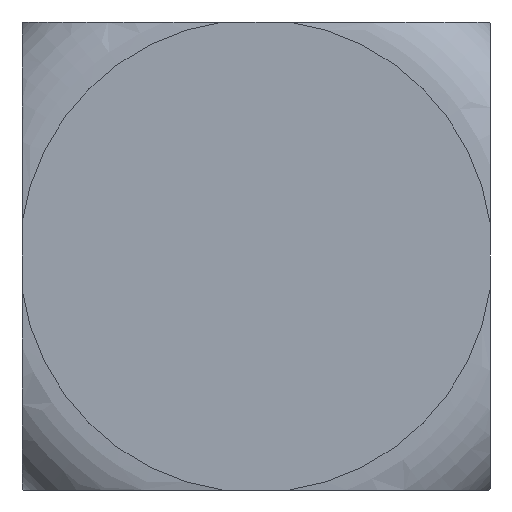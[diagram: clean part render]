
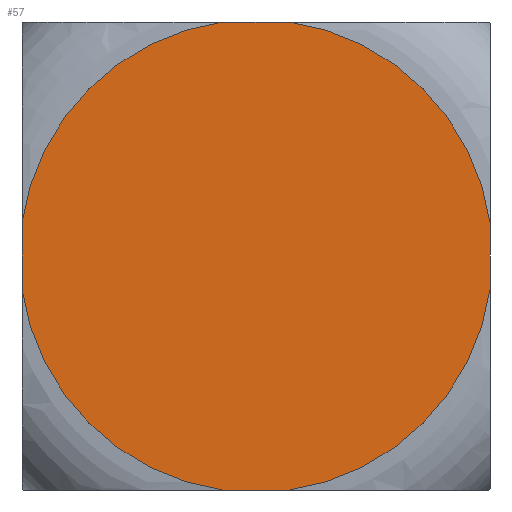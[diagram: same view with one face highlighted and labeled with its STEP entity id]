
A CAD part, left-side view. The second image highlights one B-rep face of the part: STEP entity #57.
In plain terms, the highlighted planar face has unit normal (-1, 0, 0).
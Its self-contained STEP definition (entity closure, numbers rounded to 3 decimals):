
#57 = ADVANCED_FACE( '', ( #125 ), #126, .F. );
#125 = FACE_OUTER_BOUND( '', #206, .T. );
#126 = PLANE( '', #207 );
#206 = EDGE_LOOP( '', ( #313, #314, #315, #316, #317, #318, #319, #320 ) );
#207 = AXIS2_PLACEMENT_3D( '', #321, #322, #323 );
#313 = ORIENTED_EDGE( '', *, *, #466, .F. );
#314 = ORIENTED_EDGE( '', *, *, #491, .F. );
#315 = ORIENTED_EDGE( '', *, *, #492, .F. );
#316 = ORIENTED_EDGE( '', *, *, #486, .F. );
#317 = ORIENTED_EDGE( '', *, *, #493, .F. );
#318 = ORIENTED_EDGE( '', *, *, #494, .F. );
#319 = ORIENTED_EDGE( '', *, *, #473, .F. );
#320 = ORIENTED_EDGE( '', *, *, #495, .F. );
#321 = CARTESIAN_POINT( '', ( 0., 0., 0. ) );
#322 = DIRECTION( '', ( 1., 0., 0. ) );
#323 = DIRECTION( '', ( 0., 0., -1. ) );
#466 = EDGE_CURVE( '', #545, #534, #547, .T. );
#473 = EDGE_CURVE( '', #558, #549, #560, .T. );
#486 = EDGE_CURVE( '', #581, #577, #583, .T. );
#491 = EDGE_CURVE( '', #590, #545, #591, .T. );
#492 = EDGE_CURVE( '', #577, #590, #592, .T. );
#493 = EDGE_CURVE( '', #593, #581, #594, .T. );
#494 = EDGE_CURVE( '', #549, #593, #595, .T. );
#495 = EDGE_CURVE( '', #534, #558, #596, .T. );
#534 = VERTEX_POINT( '', #643 );
#545 = VERTEX_POINT( '', #681 );
#547 = LINE( '', #704, #705 );
#549 = VERTEX_POINT( '', #707 );
#558 = VERTEX_POINT( '', #742 );
#560 = LINE( '', #765, #766 );
#577 = VERTEX_POINT( '', #786 );
#581 = VERTEX_POINT( '', #811 );
#583 = CIRCLE( '', #836, 12.625 );
#590 = VERTEX_POINT( '', #844 );
#591 = CIRCLE( '', #845, 12.625 );
#592 = LINE( '', #846, #847 );
#593 = VERTEX_POINT( '', #848 );
#594 = LINE( '', #849, #850 );
#595 = CIRCLE( '', #851, 12.625 );
#596 = CIRCLE( '', #852, 12.625 );
#643 = CARTESIAN_POINT( '', ( 0., 12.5, 1.772 ) );
#681 = CARTESIAN_POINT( '', ( 0., 12.5, -1.772 ) );
#704 = CARTESIAN_POINT( '', ( 0., 12.5, -12.5 ) );
#705 = VECTOR( '', #951, 1000. );
#707 = CARTESIAN_POINT( '', ( 0., -1.772, 12.5 ) );
#742 = CARTESIAN_POINT( '', ( 0., 1.772, 12.5 ) );
#765 = CARTESIAN_POINT( '', ( 0., 12.5, 12.5 ) );
#766 = VECTOR( '', #955, 1000. );
#786 = CARTESIAN_POINT( '', ( 0., -1.772, -12.5 ) );
#811 = CARTESIAN_POINT( '', ( 0., -12.5, -1.772 ) );
#836 = AXIS2_PLACEMENT_3D( '', #974, #975, #976 );
#844 = CARTESIAN_POINT( '', ( 0., 1.772, -12.5 ) );
#845 = AXIS2_PLACEMENT_3D( '', #981, #982, #983 );
#846 = CARTESIAN_POINT( '', ( 0., -12.5, -12.5 ) );
#847 = VECTOR( '', #984, 1000. );
#848 = CARTESIAN_POINT( '', ( 0., -12.5, 1.772 ) );
#849 = CARTESIAN_POINT( '', ( 0., -12.5, 12.5 ) );
#850 = VECTOR( '', #985, 1000. );
#851 = AXIS2_PLACEMENT_3D( '', #986, #987, #988 );
#852 = AXIS2_PLACEMENT_3D( '', #989, #990, #991 );
#951 = DIRECTION( '', ( 0., 0., 1. ) );
#955 = DIRECTION( '', ( 0., -1., 0. ) );
#974 = CARTESIAN_POINT( '', ( 0., 0., 0. ) );
#975 = DIRECTION( '', ( 1., 0., 0. ) );
#976 = DIRECTION( '', ( 0., 0., -1. ) );
#981 = CARTESIAN_POINT( '', ( 0., 0., 0. ) );
#982 = DIRECTION( '', ( 1., 0., 0. ) );
#983 = DIRECTION( '', ( 0., 0., -1. ) );
#984 = DIRECTION( '', ( 0., 1., 0. ) );
#985 = DIRECTION( '', ( 0., 0., -1. ) );
#986 = CARTESIAN_POINT( '', ( 0., 0., 0. ) );
#987 = DIRECTION( '', ( 1., 0., 0. ) );
#988 = DIRECTION( '', ( 0., 0., -1. ) );
#989 = CARTESIAN_POINT( '', ( 0., 0., 0. ) );
#990 = DIRECTION( '', ( 1., 0., 0. ) );
#991 = DIRECTION( '', ( 0., 0., -1. ) );
